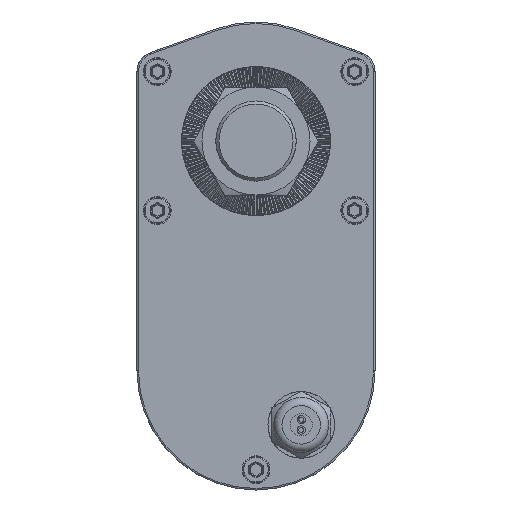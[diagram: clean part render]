
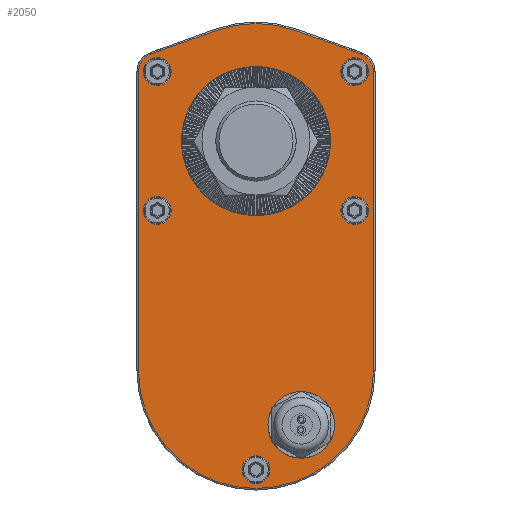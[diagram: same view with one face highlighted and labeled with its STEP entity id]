
A CAD part, front view. The second image highlights one B-rep face of the part: STEP entity #2050.
In plain terms, the highlighted planar face has unit normal (0, -1, 0).
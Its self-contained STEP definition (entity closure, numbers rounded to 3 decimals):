
#2050 = ADVANCED_FACE( '', ( #4501, #4502, #4503, #4504, #4505, #4506, #4507, #4508 ), #4509, .T. );
#4501 = FACE_BOUND( '', #10297, .T. );
#4502 = FACE_BOUND( '', #10298, .T. );
#4503 = FACE_BOUND( '', #10299, .T. );
#4504 = FACE_BOUND( '', #10300, .T. );
#4505 = FACE_BOUND( '', #10301, .T. );
#4506 = FACE_BOUND( '', #10302, .T. );
#4507 = FACE_OUTER_BOUND( '', #10303, .T. );
#4508 = FACE_BOUND( '', #10304, .T. );
#4509 = PLANE( '', #10305 );
#10297 = EDGE_LOOP( '', ( #18804 ) );
#10298 = EDGE_LOOP( '', ( #18805 ) );
#10299 = EDGE_LOOP( '', ( #18806 ) );
#10300 = EDGE_LOOP( '', ( #18807 ) );
#10301 = EDGE_LOOP( '', ( #18808 ) );
#10302 = EDGE_LOOP( '', ( #18809 ) );
#10303 = EDGE_LOOP( '', ( #18810, #18811, #18812, #18813, #18814, #18815, #18816, #18817 ) );
#10304 = EDGE_LOOP( '', ( #18818 ) );
#10305 = AXIS2_PLACEMENT_3D( '', #18819, #18820, #18821 );
#18804 = ORIENTED_EDGE( '', *, *, #24601, .F. );
#18805 = ORIENTED_EDGE( '', *, *, #24602, .T. );
#18806 = ORIENTED_EDGE( '', *, *, #22549, .T. );
#18807 = ORIENTED_EDGE( '', *, *, #22339, .T. );
#18808 = ORIENTED_EDGE( '', *, *, #22481, .T. );
#18809 = ORIENTED_EDGE( '', *, *, #24603, .T. );
#18810 = ORIENTED_EDGE( '', *, *, #24604, .T. );
#18811 = ORIENTED_EDGE( '', *, *, #24605, .T. );
#18812 = ORIENTED_EDGE( '', *, *, #24606, .T. );
#18813 = ORIENTED_EDGE( '', *, *, #23506, .T. );
#18814 = ORIENTED_EDGE( '', *, *, #24607, .T. );
#18815 = ORIENTED_EDGE( '', *, *, #23211, .T. );
#18816 = ORIENTED_EDGE( '', *, *, #23812, .T. );
#18817 = ORIENTED_EDGE( '', *, *, #24608, .T. );
#18818 = ORIENTED_EDGE( '', *, *, #24609, .F. );
#18819 = CARTESIAN_POINT( '', ( 0., 24.5, -74.5 ) );
#18820 = DIRECTION( '', ( 0., -1., 0. ) );
#18821 = DIRECTION( '', ( 0., 0., -1. ) );
#22339 = EDGE_CURVE( '', #25522, #25522, #25523, .T. );
#22481 = EDGE_CURVE( '', #25773, #25773, #25774, .T. );
#22549 = EDGE_CURVE( '', #25892, #25892, #25893, .T. );
#23211 = EDGE_CURVE( '', #27036, #27040, #27042, .T. );
#23506 = EDGE_CURVE( '', #27511, #27509, #27512, .T. );
#23812 = EDGE_CURVE( '', #27040, #27948, #27950, .T. );
#24601 = EDGE_CURVE( '', #29039, #29039, #29040, .T. );
#24602 = EDGE_CURVE( '', #29041, #29041, #29042, .T. );
#24603 = EDGE_CURVE( '', #29043, #29043, #29044, .T. );
#24604 = EDGE_CURVE( '', #29045, #29046, #29047, .T. );
#24605 = EDGE_CURVE( '', #29046, #29048, #29049, .T. );
#24606 = EDGE_CURVE( '', #29048, #27511, #29050, .T. );
#24607 = EDGE_CURVE( '', #27509, #27036, #29051, .T. );
#24608 = EDGE_CURVE( '', #27948, #29045, #29052, .T. );
#24609 = EDGE_CURVE( '', #29053, #29053, #29054, .T. );
#25522 = VERTEX_POINT( '', #30171 );
#25523 = CIRCLE( '', #30172, 4.5 );
#25773 = VERTEX_POINT( '', #30880 );
#25774 = CIRCLE( '', #30881, 4.5 );
#25892 = VERTEX_POINT( '', #31217 );
#25893 = CIRCLE( '', #31218, 4.5 );
#27036 = VERTEX_POINT( '', #33281 );
#27040 = VERTEX_POINT( '', #33286 );
#27042 = LINE( '', #33288, #33289 );
#27509 = VERTEX_POINT( '', #34228 );
#27511 = VERTEX_POINT( '', #34230 );
#27512 = LINE( '', #34231, #34232 );
#27948 = VERTEX_POINT( '', #35237 );
#27950 = CIRCLE( '', #35239, 38.08 );
#29039 = VERTEX_POINT( '', #37473 );
#29040 = CIRCLE( '', #37474, 7.875 );
#29041 = VERTEX_POINT( '', #37475 );
#29042 = CIRCLE( '', #37476, 4.5 );
#29043 = VERTEX_POINT( '', #37477 );
#29044 = CIRCLE( '', #37478, 4.5 );
#29045 = VERTEX_POINT( '', #37479 );
#29046 = VERTEX_POINT( '', #37480 );
#29047 = CIRCLE( '', #37481, 6.08 );
#29048 = VERTEX_POINT( '', #37482 );
#29049 = LINE( '', #37483, #37484 );
#29050 = CIRCLE( '', #37485, 38.08 );
#29051 = CIRCLE( '', #37486, 6.08 );
#29052 = LINE( '', #37487, #37488 );
#29053 = VERTEX_POINT( '', #37489 );
#29054 = CIRCLE( '', #37490, 24.1 );
#30171 = CARTESIAN_POINT( '', ( -32., 24.5, -27. ) );
#30172 = AXIS2_PLACEMENT_3D( '', #39686, #39687, #39688 );
#30880 = CARTESIAN_POINT( '', ( 0., 24.5, -111. ) );
#30881 = AXIS2_PLACEMENT_3D( '', #39839, #39840, #39841 );
#31217 = CARTESIAN_POINT( '', ( 32., 24.5, -27. ) );
#31218 = AXIS2_PLACEMENT_3D( '', #39934, #39935, #39936 );
#33281 = CARTESIAN_POINT( '', ( -38.08, 24.5, 22.46 ) );
#33286 = CARTESIAN_POINT( '', ( -38.08, 24.5, -74.5 ) );
#33288 = CARTESIAN_POINT( '', ( -38.08, 24.5, -74.5 ) );
#33289 = VECTOR( '', #40696, 1000. );
#34228 = CARTESIAN_POINT( '', ( -34.067, 24.5, 28.178 ) );
#34230 = CARTESIAN_POINT( '', ( -12.944, 24.5, 35.813 ) );
#34231 = CARTESIAN_POINT( '', ( -36.76, 24.5, 27.204 ) );
#34232 = VECTOR( '', #41052, 1000. );
#35237 = CARTESIAN_POINT( '', ( 38.08, 24.5, -74.5 ) );
#35239 = AXIS2_PLACEMENT_3D( '', #41370, #41371, #41372 );
#37473 = CARTESIAN_POINT( '', ( 14.66, 24.5, -99.845 ) );
#37474 = AXIS2_PLACEMENT_3D( '', #42204, #42205, #42206 );
#37475 = CARTESIAN_POINT( '', ( 32., 24.5, 18. ) );
#37476 = AXIS2_PLACEMENT_3D( '', #42207, #42208, #42209 );
#37477 = CARTESIAN_POINT( '', ( -32., 24.5, 18. ) );
#37478 = AXIS2_PLACEMENT_3D( '', #42210, #42211, #42212 );
#37479 = CARTESIAN_POINT( '', ( 38.08, 24.5, 22.46 ) );
#37480 = CARTESIAN_POINT( '', ( 34.067, 24.5, 28.178 ) );
#37481 = AXIS2_PLACEMENT_3D( '', #42213, #42214, #42215 );
#37482 = CARTESIAN_POINT( '', ( 12.944, 24.5, 35.813 ) );
#37483 = CARTESIAN_POINT( '', ( 36.76, 24.5, 27.204 ) );
#37484 = VECTOR( '', #42216, 1000. );
#37485 = AXIS2_PLACEMENT_3D( '', #42217, #42218, #42219 );
#37486 = AXIS2_PLACEMENT_3D( '', #42220, #42221, #42222 );
#37487 = CARTESIAN_POINT( '', ( 38.08, 24.5, -74.5 ) );
#37488 = VECTOR( '', #42223, 1000. );
#37489 = CARTESIAN_POINT( '', ( 0., 24.5, -24.1 ) );
#37490 = AXIS2_PLACEMENT_3D( '', #42224, #42225, #42226 );
#39686 = CARTESIAN_POINT( '', ( -32., 24.5, -22.5 ) );
#39687 = DIRECTION( '', ( 0., 1., 0. ) );
#39688 = DIRECTION( '', ( 0., 0., -1. ) );
#39839 = CARTESIAN_POINT( '', ( 0., 24.5, -106.5 ) );
#39840 = DIRECTION( '', ( 0., 1., 0. ) );
#39841 = DIRECTION( '', ( 0., 0., -1. ) );
#39934 = CARTESIAN_POINT( '', ( 32., 24.5, -22.5 ) );
#39935 = DIRECTION( '', ( 0., 1., 0. ) );
#39936 = DIRECTION( '', ( 0., 0., -1. ) );
#40696 = DIRECTION( '', ( 0., 0., -1. ) );
#41052 = DIRECTION( '', ( -0.94, 0., -0.34 ) );
#41370 = CARTESIAN_POINT( '', ( 0., 24.5, -74.5 ) );
#41371 = DIRECTION( '', ( 0., -1., 0. ) );
#41372 = DIRECTION( '', ( 0., 0., -1. ) );
#42204 = CARTESIAN_POINT( '', ( 14.66, 24.5, -91.97 ) );
#42205 = DIRECTION( '', ( 0., -1., 0. ) );
#42206 = DIRECTION( '', ( 0., 0., -1. ) );
#42207 = CARTESIAN_POINT( '', ( 32., 24.5, 22.5 ) );
#42208 = DIRECTION( '', ( 0., 1., 0. ) );
#42209 = DIRECTION( '', ( 0., 0., -1. ) );
#42210 = CARTESIAN_POINT( '', ( -32., 24.5, 22.5 ) );
#42211 = DIRECTION( '', ( 0., 1., 0. ) );
#42212 = DIRECTION( '', ( 0., 0., -1. ) );
#42213 = CARTESIAN_POINT( '', ( 32., 24.5, 22.46 ) );
#42214 = DIRECTION( '', ( 0., -1., 0. ) );
#42215 = DIRECTION( '', ( 0., 0., -1. ) );
#42216 = DIRECTION( '', ( -0.94, 0., 0.34 ) );
#42217 = CARTESIAN_POINT( '', ( 0., 24.5, 0. ) );
#42218 = DIRECTION( '', ( 0., -1., 0. ) );
#42219 = DIRECTION( '', ( 0., 0., -1. ) );
#42220 = CARTESIAN_POINT( '', ( -32., 24.5, 22.46 ) );
#42221 = DIRECTION( '', ( 0., -1., 0. ) );
#42222 = DIRECTION( '', ( 0., 0., -1. ) );
#42223 = DIRECTION( '', ( 0., 0., 1. ) );
#42224 = CARTESIAN_POINT( '', ( 0., 24.5, 0. ) );
#42225 = DIRECTION( '', ( 0., -1., 0. ) );
#42226 = DIRECTION( '', ( 0., 0., -1. ) );
